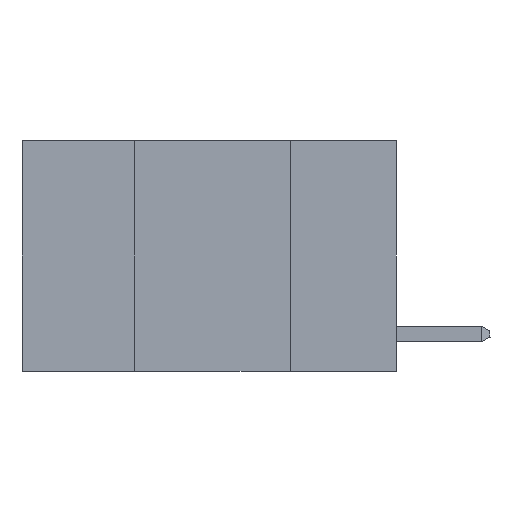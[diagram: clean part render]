
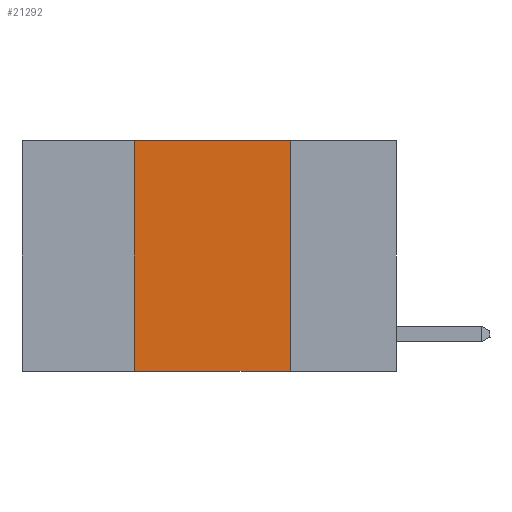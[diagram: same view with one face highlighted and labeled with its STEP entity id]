
A CAD part, left-side view. The second image highlights one B-rep face of the part: STEP entity #21292.
In plain terms, the highlighted planar face has unit normal (-1, 0, 0).
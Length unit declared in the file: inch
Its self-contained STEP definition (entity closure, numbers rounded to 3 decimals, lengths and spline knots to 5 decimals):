
#218 = VERTEX_POINT ( 'NONE', #19137 ) ;
#4420 = CARTESIAN_POINT ( 'NONE',  ( 0., 0.17, -0.37 ) ) ;
#5741 = CARTESIAN_POINT ( 'NONE',  ( 0., 0.6, 0. ) ) ;
#7073 = CARTESIAN_POINT ( 'NONE',  ( 0., 0.42, 0. ) ) ;
#7530 = DIRECTION ( 'NONE',  ( 0., -1., 0. ) ) ;
#7646 = CARTESIAN_POINT ( 'NONE',  ( 0., 0.6, 0. ) ) ;
#7888 = VECTOR ( 'NONE', #7530, 39.37008 ) ;
#8257 = VECTOR ( 'NONE', #19589, 39.37008 ) ;
#8375 = VERTEX_POINT ( 'NONE', #10932 ) ;
#9419 = DIRECTION ( 'NONE',  ( 0., 0., -1. ) ) ;
#9982 = AXIS2_PLACEMENT_3D ( 'NONE', #7646, #19667, #9419 ) ;
#10590 = ORIENTED_EDGE ( 'NONE', *, *, #14093, .F. ) ;
#10932 = CARTESIAN_POINT ( 'NONE',  ( 0., 0.17, 0. ) ) ;
#11316 = FACE_OUTER_BOUND ( 'NONE', #11974, .T. ) ;
#11974 = EDGE_LOOP ( 'NONE', ( #10590, #13549, #15937, #21764 ) ) ;
#12519 = LINE ( 'NONE', #5741, #7888 ) ;
#12974 = CARTESIAN_POINT ( 'NONE',  ( 0., 0.42, -0.37 ) ) ;
#13441 = VERTEX_POINT ( 'NONE', #12974 ) ;
#13549 = ORIENTED_EDGE ( 'NONE', *, *, #18047, .F. ) ;
#14093 = EDGE_CURVE ( 'NONE', #8375, #14690, #20400, .T. ) ;
#14690 = VERTEX_POINT ( 'NONE', #4420 ) ;
#15392 = VECTOR ( 'NONE', #16830, 39.37008 ) ;
#15571 = EDGE_CURVE ( 'NONE', #13441, #14690, #17407, .T. ) ;
#15937 = ORIENTED_EDGE ( 'NONE', *, *, #21034, .F. ) ;
#16267 = PLANE ( 'NONE',  #9982 ) ;
#16682 = VECTOR ( 'NONE', #20820, 39.37008 ) ;
#16830 = DIRECTION ( 'NONE',  ( 0., 0., -1. ) ) ;
#17407 = LINE ( 'NONE', #17871, #8257 ) ;
#17871 = CARTESIAN_POINT ( 'NONE',  ( 0., 0.6, -0.37 ) ) ;
#18047 = EDGE_CURVE ( 'NONE', #218, #8375, #12519, .T. ) ;
#19137 = CARTESIAN_POINT ( 'NONE',  ( 0., 0.42, 0. ) ) ;
#19589 = DIRECTION ( 'NONE',  ( 0., -1., 0. ) ) ;
#19667 = DIRECTION ( 'NONE',  ( 1., 0., 0. ) ) ;
#20164 = CARTESIAN_POINT ( 'NONE',  ( 0., 0.17, 0. ) ) ;
#20400 = LINE ( 'NONE', #20164, #15392 ) ;
#20820 = DIRECTION ( 'NONE',  ( 0., 0., 1. ) ) ;
#21034 = EDGE_CURVE ( 'NONE', #13441, #218, #21169, .T. ) ;
#21169 = LINE ( 'NONE', #7073, #16682 ) ;
#21292 = ADVANCED_FACE ( 'NONE', ( #11316 ), #16267, .F. ) ;
#21764 = ORIENTED_EDGE ( 'NONE', *, *, #15571, .T. ) ;
